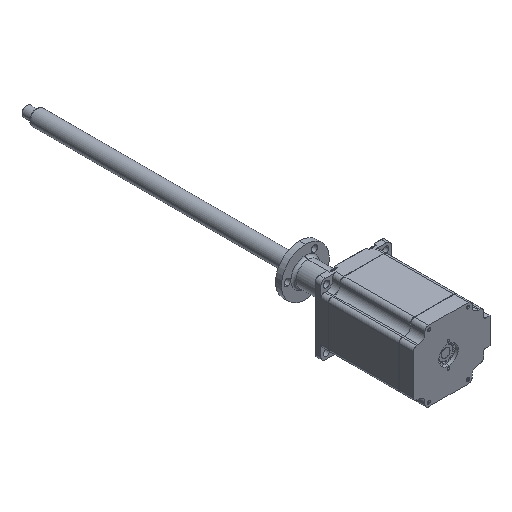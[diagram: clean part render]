
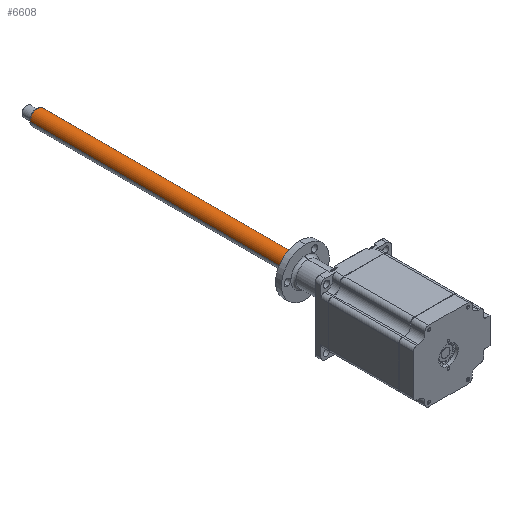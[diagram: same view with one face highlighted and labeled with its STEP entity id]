
A CAD part, isometric view. The second image highlights one B-rep face of the part: STEP entity #6608.
In plain terms, the highlighted cylindrical face has radius 6 mm (diameter 12 mm), a partial arc.
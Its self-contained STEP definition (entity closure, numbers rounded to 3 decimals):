
#230 = ORIENTED_EDGE ( 'NONE', *, *, #3441, .T. ) ;
#833 = VECTOR ( 'NONE', #1357, 1000. ) ;
#857 = DIRECTION ( 'NONE',  ( 1., 0., 0.031 ) ) ;
#989 = EDGE_LOOP ( 'NONE', ( #5166, #230, #12541, #12755 ) ) ;
#1054 = CARTESIAN_POINT ( 'NONE',  ( -11.296, 20.999, 33.537 ) ) ;
#1307 = CIRCLE ( 'NONE', #5751, 6. ) ;
#1357 = DIRECTION ( 'NONE',  ( 0., -1., 0. ) ) ;
#1712 = AXIS2_PLACEMENT_3D ( 'NONE', #6902, #5886, #7872 ) ;
#1776 = FACE_OUTER_BOUND ( 'NONE', #989, .T. ) ;
#1819 = AXIS2_PLACEMENT_3D ( 'NONE', #12643, #6785, #857 ) ;
#2330 = CARTESIAN_POINT ( 'NONE',  ( -11.296, 270.999, 33.537 ) ) ;
#2354 = VERTEX_POINT ( 'NONE', #11649 ) ;
#3007 = VERTEX_POINT ( 'NONE', #4849 ) ;
#3441 = EDGE_CURVE ( 'NONE', #8343, #3007, #5047, .T. ) ;
#4849 = CARTESIAN_POINT ( 'NONE',  ( -23.29, 269.999, 33.163 ) ) ;
#4922 = EDGE_CURVE ( 'NONE', #6648, #2354, #1307, .T. ) ;
#4942 = DIRECTION ( 'NONE',  ( 0., -1., 0. ) ) ;
#5047 = CIRCLE ( 'NONE', #1819, 6. ) ;
#5145 = EDGE_CURVE ( 'NONE', #8343, #6648, #8721, .T. ) ;
#5166 = ORIENTED_EDGE ( 'NONE', *, *, #5145, .F. ) ;
#5751 = AXIS2_PLACEMENT_3D ( 'NONE', #10832, #4942, #11805 ) ;
#5821 = DIRECTION ( 'NONE',  ( 0., -1., 0. ) ) ;
#5886 = DIRECTION ( 'NONE',  ( 0., -1., 0. ) ) ;
#6608 = ADVANCED_FACE ( 'NONE', ( #1776 ), #6725, .T. ) ;
#6648 = VERTEX_POINT ( 'NONE', #1054 ) ;
#6725 = CYLINDRICAL_SURFACE ( 'NONE', #1712, 6. ) ;
#6785 = DIRECTION ( 'NONE',  ( 0., -1., 0. ) ) ;
#6902 = CARTESIAN_POINT ( 'NONE',  ( -17.293, 270.999, 33.35 ) ) ;
#7812 = CARTESIAN_POINT ( 'NONE',  ( -23.29, 270.999, 33.163 ) ) ;
#7872 = DIRECTION ( 'NONE',  ( -1., 0., -0.031 ) ) ;
#8343 = VERTEX_POINT ( 'NONE', #12260 ) ;
#8721 = LINE ( 'NONE', #2330, #833 ) ;
#9386 = LINE ( 'NONE', #7812, #11690 ) ;
#10832 = CARTESIAN_POINT ( 'NONE',  ( -17.293, 20.999, 33.35 ) ) ;
#11649 = CARTESIAN_POINT ( 'NONE',  ( -23.29, 20.999, 33.163 ) ) ;
#11690 = VECTOR ( 'NONE', #5821, 1000. ) ;
#11805 = DIRECTION ( 'NONE',  ( -1., 0., -0.031 ) ) ;
#12170 = EDGE_CURVE ( 'NONE', #3007, #2354, #9386, .T. ) ;
#12260 = CARTESIAN_POINT ( 'NONE',  ( -11.296, 269.999, 33.537 ) ) ;
#12541 = ORIENTED_EDGE ( 'NONE', *, *, #12170, .T. ) ;
#12643 = CARTESIAN_POINT ( 'NONE',  ( -17.293, 269.999, 33.35 ) ) ;
#12755 = ORIENTED_EDGE ( 'NONE', *, *, #4922, .F. ) ;
